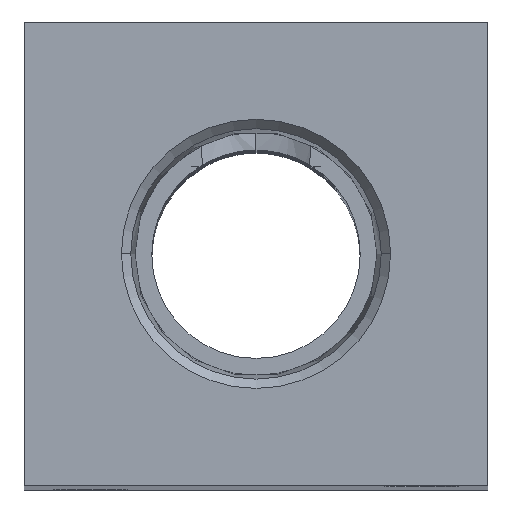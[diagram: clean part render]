
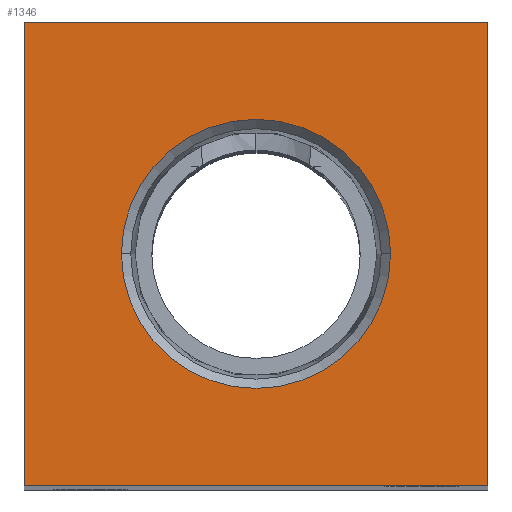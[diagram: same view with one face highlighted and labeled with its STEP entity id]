
A CAD part, top view. The second image highlights one B-rep face of the part: STEP entity #1346.
In plain terms, the highlighted planar face has unit normal (0, 0, 1).
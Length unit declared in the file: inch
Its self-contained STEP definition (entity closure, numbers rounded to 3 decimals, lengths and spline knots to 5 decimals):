
#87 = DIRECTION ( 'NONE',  ( 0., 0., 1. ) ) ;
#135 = VERTEX_POINT ( 'NONE', #2794 ) ;
#218 = EDGE_CURVE ( 'NONE', #2616, #1803, #2371, .T. ) ;
#293 = DIRECTION ( 'NONE',  ( 1., 0., 0. ) ) ;
#310 = CARTESIAN_POINT ( 'NONE',  ( 0.625, -0.625, 3.25 ) ) ;
#319 = DIRECTION ( 'NONE',  ( 1., 0., 0. ) ) ;
#327 = CARTESIAN_POINT ( 'NONE',  ( 0., 0., 3.25 ) ) ;
#407 = LINE ( 'NONE', #2980, #3309 ) ;
#434 = PLANE ( 'NONE',  #1230 ) ;
#491 = VERTEX_POINT ( 'NONE', #2566 ) ;
#512 = DIRECTION ( 'NONE',  ( 0., 0., 1. ) ) ;
#552 = DIRECTION ( 'NONE',  ( 0., 0., 1. ) ) ;
#616 = ORIENTED_EDGE ( 'NONE', *, *, #1956, .F. ) ;
#626 = CARTESIAN_POINT ( 'NONE',  ( -0.625, 0.625, 3.25 ) ) ;
#701 = CARTESIAN_POINT ( 'NONE',  ( -0.625, -0.625, 3.25 ) ) ;
#702 = VERTEX_POINT ( 'NONE', #1527 ) ;
#830 = FACE_BOUND ( 'NONE', #1310, .T. ) ;
#850 = DIRECTION ( 'NONE',  ( 0., -1., 0. ) ) ;
#882 = EDGE_CURVE ( 'NONE', #1803, #702, #1516, .T. ) ;
#942 = CARTESIAN_POINT ( 'NONE',  ( -0.625, -0.625, 3.25 ) ) ;
#1112 = CARTESIAN_POINT ( 'NONE',  ( 0.625, -0.625, 3.25 ) ) ;
#1168 = CIRCLE ( 'NONE', #1579, 0.3626 ) ;
#1230 = AXIS2_PLACEMENT_3D ( 'NONE', #327, #552, #319 ) ;
#1252 = ORIENTED_EDGE ( 'NONE', *, *, #2066, .T. ) ;
#1310 = EDGE_LOOP ( 'NONE', ( #1944, #616 ) ) ;
#1325 = VECTOR ( 'NONE', #3333, 39.37008 ) ;
#1346 = ADVANCED_FACE ( 'NONE', ( #830, #1599 ), #434, .T. ) ;
#1516 = LINE ( 'NONE', #310, #2646 ) ;
#1527 = CARTESIAN_POINT ( 'NONE',  ( 0.625, -0.625, 3.25 ) ) ;
#1579 = AXIS2_PLACEMENT_3D ( 'NONE', #1846, #87, #2130 ) ;
#1599 = FACE_OUTER_BOUND ( 'NONE', #1880, .T. ) ;
#1679 = AXIS2_PLACEMENT_3D ( 'NONE', #2243, #512, #2508 ) ;
#1803 = VERTEX_POINT ( 'NONE', #942 ) ;
#1805 = EDGE_CURVE ( 'NONE', #1850, #2616, #407, .T. ) ;
#1846 = CARTESIAN_POINT ( 'NONE',  ( 0., 0., 3.25 ) ) ;
#1850 = VERTEX_POINT ( 'NONE', #2155 ) ;
#1880 = EDGE_LOOP ( 'NONE', ( #2244, #2968, #1252, #2574 ) ) ;
#1944 = ORIENTED_EDGE ( 'NONE', *, *, #3132, .F. ) ;
#1956 = EDGE_CURVE ( 'NONE', #135, #491, #2891, .T. ) ;
#2066 = EDGE_CURVE ( 'NONE', #702, #1850, #2087, .T. ) ;
#2087 = LINE ( 'NONE', #1112, #1325 ) ;
#2130 = DIRECTION ( 'NONE',  ( 1., 0., 0. ) ) ;
#2155 = CARTESIAN_POINT ( 'NONE',  ( 0.625, 0.625, 3.25 ) ) ;
#2243 = CARTESIAN_POINT ( 'NONE',  ( 0., 0., 3.25 ) ) ;
#2244 = ORIENTED_EDGE ( 'NONE', *, *, #218, .T. ) ;
#2371 = LINE ( 'NONE', #701, #3614 ) ;
#2508 = DIRECTION ( 'NONE',  ( 1., 0., 0. ) ) ;
#2566 = CARTESIAN_POINT ( 'NONE',  ( 0.3626, 0., 3.25 ) ) ;
#2574 = ORIENTED_EDGE ( 'NONE', *, *, #1805, .T. ) ;
#2616 = VERTEX_POINT ( 'NONE', #626 ) ;
#2646 = VECTOR ( 'NONE', #293, 39.37008 ) ;
#2749 = DIRECTION ( 'NONE',  ( -1., 0., 0. ) ) ;
#2794 = CARTESIAN_POINT ( 'NONE',  ( -0.3626, 0., 3.25 ) ) ;
#2891 = CIRCLE ( 'NONE', #1679, 0.3626 ) ;
#2968 = ORIENTED_EDGE ( 'NONE', *, *, #882, .T. ) ;
#2980 = CARTESIAN_POINT ( 'NONE',  ( 0.625, 0.625, 3.25 ) ) ;
#3132 = EDGE_CURVE ( 'NONE', #491, #135, #1168, .T. ) ;
#3309 = VECTOR ( 'NONE', #2749, 39.37008 ) ;
#3333 = DIRECTION ( 'NONE',  ( 0., 1., 0. ) ) ;
#3614 = VECTOR ( 'NONE', #850, 39.37008 ) ;
